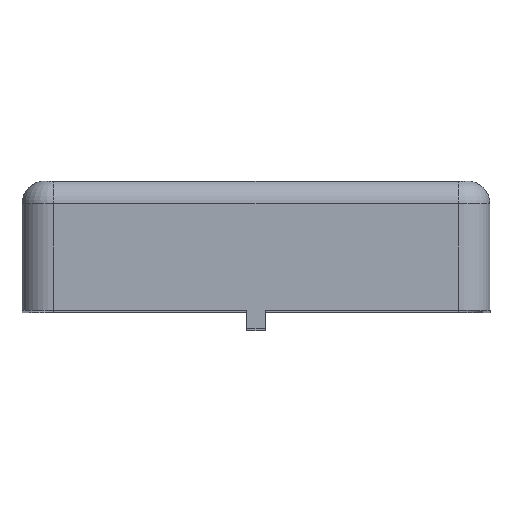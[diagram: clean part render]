
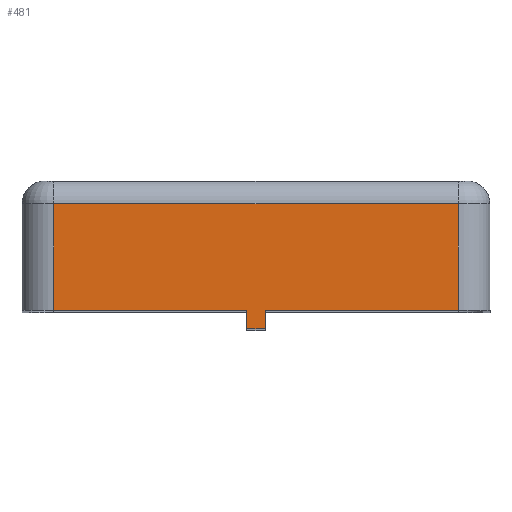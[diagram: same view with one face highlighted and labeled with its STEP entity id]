
A CAD part, top view. The second image highlights one B-rep face of the part: STEP entity #481.
In plain terms, the highlighted planar face has unit normal (0, 0, 1).
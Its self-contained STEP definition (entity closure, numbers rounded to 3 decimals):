
#36 = DIRECTION ( 'NONE',  ( 0., -1., 0. ) ) ;
#61 = CARTESIAN_POINT ( 'NONE',  ( 8.9, -1., 29.65 ) ) ;
#106 = VECTOR ( 'NONE', #2406, 1000. ) ;
#116 = VECTOR ( 'NONE', #1469, 1000. ) ;
#135 = ORIENTED_EDGE ( 'NONE', *, *, #841, .T. ) ;
#250 = ORIENTED_EDGE ( 'NONE', *, *, #610, .F. ) ;
#287 = CARTESIAN_POINT ( 'NONE',  ( 8.9, -1., 29.65 ) ) ;
#296 = CARTESIAN_POINT ( 'NONE',  ( -8.9, 0., 29.65 ) ) ;
#373 = CARTESIAN_POINT ( 'NONE',  ( -0.4, -5.7, 29.65 ) ) ;
#375 = LINE ( 'NONE', #1628, #106 ) ;
#418 = LINE ( 'NONE', #588, #2325 ) ;
#426 = CARTESIAN_POINT ( 'NONE',  ( -0.4, -5.7, 29.65 ) ) ;
#430 = ORIENTED_EDGE ( 'NONE', *, *, #2101, .F. ) ;
#481 = ADVANCED_FACE ( 'NONE', ( #1830 ), #1393, .T. ) ;
#550 = CARTESIAN_POINT ( 'NONE',  ( 8.9, 0., 29.65 ) ) ;
#563 = ORIENTED_EDGE ( 'NONE', *, *, #870, .F. ) ;
#571 = EDGE_CURVE ( 'NONE', #1033, #3247, #1277, .T. ) ;
#588 = CARTESIAN_POINT ( 'NONE',  ( -8.9, -5.7, 29.65 ) ) ;
#603 = CARTESIAN_POINT ( 'NONE',  ( -8.9, -5.7, 29.65 ) ) ;
#610 = EDGE_CURVE ( 'NONE', #1220, #3247, #3013, .T. ) ;
#616 = VECTOR ( 'NONE', #2323, 1000. ) ;
#625 = LINE ( 'NONE', #2043, #1642 ) ;
#638 = DIRECTION ( 'NONE',  ( 1., 0., 0. ) ) ;
#727 = VERTEX_POINT ( 'NONE', #3276 ) ;
#841 = EDGE_CURVE ( 'NONE', #1513, #1033, #418, .T. ) ;
#870 = EDGE_CURVE ( 'NONE', #1267, #3116, #375, .T. ) ;
#927 = LINE ( 'NONE', #61, #2876 ) ;
#1033 = VERTEX_POINT ( 'NONE', #426 ) ;
#1138 = VECTOR ( 'NONE', #36, 1000. ) ;
#1143 = CARTESIAN_POINT ( 'NONE',  ( -0.4, -6.5, 29.65 ) ) ;
#1162 = DIRECTION ( 'NONE',  ( 0., 0., 1. ) ) ;
#1220 = VERTEX_POINT ( 'NONE', #1477 ) ;
#1267 = VERTEX_POINT ( 'NONE', #1499 ) ;
#1277 = LINE ( 'NONE', #373, #1431 ) ;
#1393 = PLANE ( 'NONE',  #2487 ) ;
#1431 = VECTOR ( 'NONE', #2152, 1000. ) ;
#1432 = VERTEX_POINT ( 'NONE', #287 ) ;
#1469 = DIRECTION ( 'NONE',  ( -1., 0., 0. ) ) ;
#1477 = CARTESIAN_POINT ( 'NONE',  ( 0.4, -6.5, 29.65 ) ) ;
#1499 = CARTESIAN_POINT ( 'NONE',  ( 8.9, -5.7, 29.65 ) ) ;
#1513 = VERTEX_POINT ( 'NONE', #603 ) ;
#1628 = CARTESIAN_POINT ( 'NONE',  ( 8.9, -5.7, 29.65 ) ) ;
#1640 = CARTESIAN_POINT ( 'NONE',  ( 8.9, 0., 29.65 ) ) ;
#1642 = VECTOR ( 'NONE', #2816, 1000. ) ;
#1830 = FACE_OUTER_BOUND ( 'NONE', #1832, .T. ) ;
#1832 = EDGE_LOOP ( 'NONE', ( #563, #430, #2349, #3209, #135, #2472, #250, #2381 ) ) ;
#1985 = CARTESIAN_POINT ( 'NONE',  ( 0., -6.5, 29.65 ) ) ;
#2043 = CARTESIAN_POINT ( 'NONE',  ( 0.4, -5.7, 29.65 ) ) ;
#2055 = EDGE_CURVE ( 'NONE', #3116, #1220, #625, .T. ) ;
#2081 = LINE ( 'NONE', #296, #616 ) ;
#2101 = EDGE_CURVE ( 'NONE', #1432, #1267, #3195, .T. ) ;
#2152 = DIRECTION ( 'NONE',  ( 0., -1., 0. ) ) ;
#2323 = DIRECTION ( 'NONE',  ( 0., -1., 0. ) ) ;
#2325 = VECTOR ( 'NONE', #638, 1000. ) ;
#2349 = ORIENTED_EDGE ( 'NONE', *, *, #3011, .T. ) ;
#2381 = ORIENTED_EDGE ( 'NONE', *, *, #2055, .F. ) ;
#2406 = DIRECTION ( 'NONE',  ( -1., 0., 0. ) ) ;
#2472 = ORIENTED_EDGE ( 'NONE', *, *, #571, .T. ) ;
#2487 = AXIS2_PLACEMENT_3D ( 'NONE', #1640, #1162, #2939 ) ;
#2638 = DIRECTION ( 'NONE',  ( -1., 0., 0. ) ) ;
#2671 = CARTESIAN_POINT ( 'NONE',  ( 0.4, -5.7, 29.65 ) ) ;
#2805 = EDGE_CURVE ( 'NONE', #727, #1513, #2081, .T. ) ;
#2816 = DIRECTION ( 'NONE',  ( 0., -1., 0. ) ) ;
#2876 = VECTOR ( 'NONE', #2638, 1000. ) ;
#2939 = DIRECTION ( 'NONE',  ( 0., 1., 0. ) ) ;
#3011 = EDGE_CURVE ( 'NONE', #1432, #727, #927, .T. ) ;
#3013 = LINE ( 'NONE', #1985, #116 ) ;
#3116 = VERTEX_POINT ( 'NONE', #2671 ) ;
#3195 = LINE ( 'NONE', #550, #1138 ) ;
#3209 = ORIENTED_EDGE ( 'NONE', *, *, #2805, .T. ) ;
#3247 = VERTEX_POINT ( 'NONE', #1143 ) ;
#3276 = CARTESIAN_POINT ( 'NONE',  ( -8.9, -1., 29.65 ) ) ;
